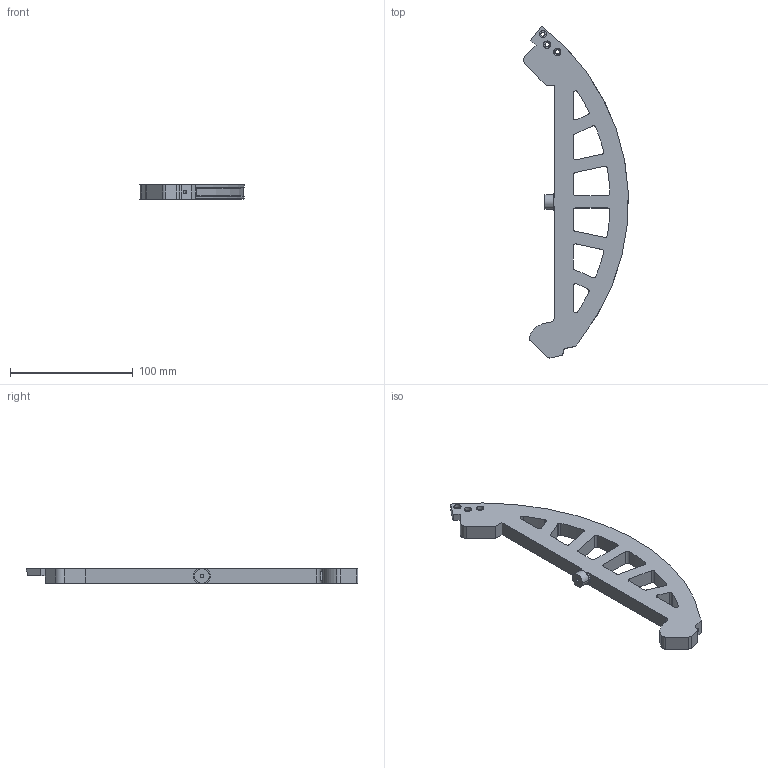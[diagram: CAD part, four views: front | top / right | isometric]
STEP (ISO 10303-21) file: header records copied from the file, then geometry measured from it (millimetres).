
FILE_DESCRIPTION (( 'STEP AP203' ), '1' );
FILE_NAME ('06c_splitring_part3_v4f_200x200.STEP', '2021-04-25T15:54:09', ( '' ), ( '' ), 'SwSTEP 2.0', 'SolidWorks 2020', '' );
FILE_SCHEMA (( 'CONFIG_CONTROL_DESIGN' ));
Length unit declared in the file: millimetre
Products named in the file (1): 06c_splitring_part3_v4f_200x200
Bounding box: 85.23 x 270.27 x 12 mm (x, y, z)
Volume: 108119.6 mm3; surface area: 35083.6 mm2
Topology: 1 solids, 1 shells, 143 faces, 386 edges, 255 vertices
Faces by surface type: cylinder 77, plane 59, cone 7
Entity records: 4716 total; most frequent: CARTESIAN_POINT 860, DIRECTION 823, ORIENTED_EDGE 772, EDGE_CURVE 386, AXIS2_PLACEMENT_3D 306, VERTEX_POINT 255, VECTOR 211, LINE 211
